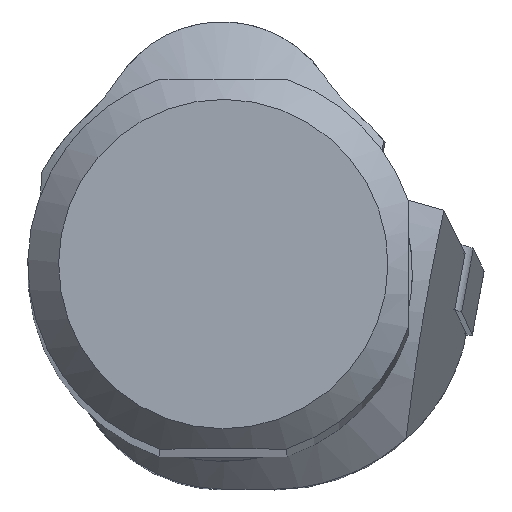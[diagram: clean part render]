
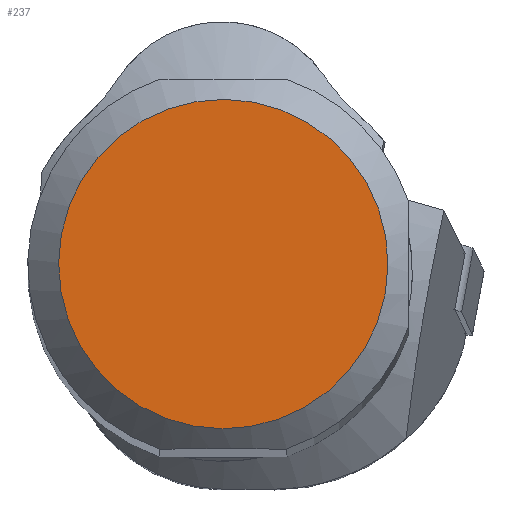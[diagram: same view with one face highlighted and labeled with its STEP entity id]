
A CAD part, top view. The second image highlights one B-rep face of the part: STEP entity #237.
In plain terms, the highlighted planar face has unit normal (0, 0, 1).
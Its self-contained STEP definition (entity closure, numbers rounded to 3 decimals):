
#174=FACE_OUTER_BOUND('',#499,.T.);
#237=ADVANCED_FACE('CU_SU_BP3',(#174),#287,.F.);
#287=PLANE('',#1357);
#499=EDGE_LOOP('',(#690));
#690=ORIENTED_EDGE('',*,*,#1069,.T.);
#942=VERTEX_POINT('',#2079);
#1069=EDGE_CURVE('',#942,#942,#1176,.T.);
#1176=CIRCLE('',#1343,8.016);
#1343=AXIS2_PLACEMENT_3D('',#2078,#1576,#1577);
#1357=AXIS2_PLACEMENT_3D('',#2176,#1612,#1613);
#1576=DIRECTION('',(0.,0.,1.));
#1577=DIRECTION('',(-0.983,0.181,0.));
#1612=DIRECTION('',(0.,0.,-1.));
#1613=DIRECTION('',(-0.983,0.181,0.));
#2078=CARTESIAN_POINT('',(0.,0.,
0.));
#2079=CARTESIAN_POINT('',(-7.883,1.454,0.));
#2176=CARTESIAN_POINT('',(-9.516,0.,0.));
